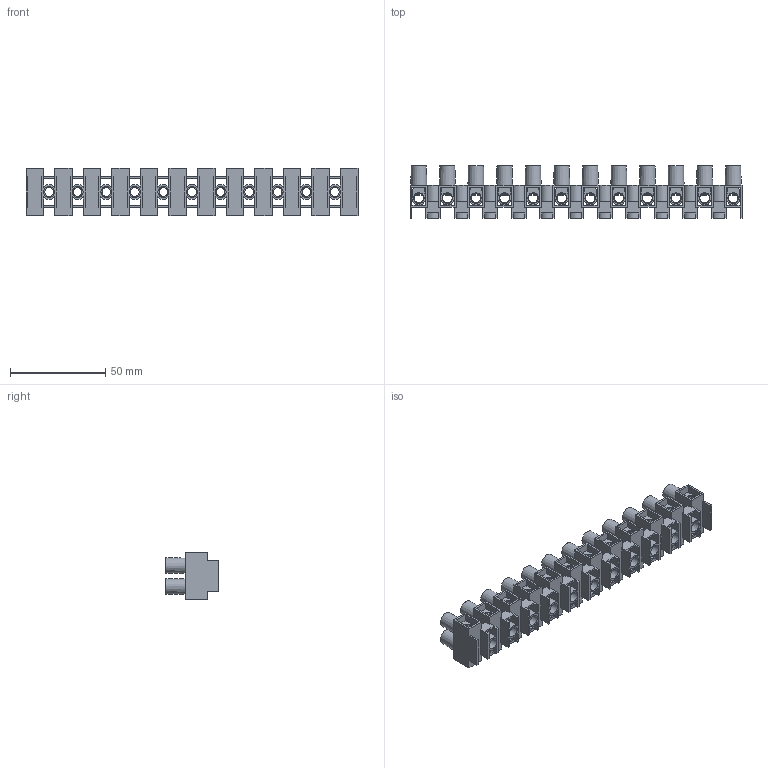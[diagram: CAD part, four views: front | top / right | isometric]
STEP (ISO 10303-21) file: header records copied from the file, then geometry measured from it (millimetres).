
FILE_DESCRIPTION(/* description */ (''),/* implementation_level */ '2;1');
FILE_NAME(/* name */ 'HE10H.stp',/* time_stamp */ '2016-08-17T16:14:43-04:00',/* author */ ('CAD Station'),/* organization */ (''),/* preprocessor_version */ 'ST-DEVELOPER v16.1',/* originating_system */ 'Autodesk Inventor 2016',/* authorisation */ '');
FILE_SCHEMA (('AUTOMOTIVE_DESIGN { 1 0 10303 214 3 1 1 }'));
Length unit declared in the file: millimetre
Products named in the file (4): hus1016h; INL10WPR; M4; HE10H
Assembly tree (37 placements, depth 2):
  HE10H
    hus1016h
    INL10WPR  x12
    M4  x24
Bounding box: 174.2 x 27.6 x 25 mm (x, y, z)
Volume: 31767.6 mm3; surface area: 61798.6 mm2
Topology: 49 solids, 49 shells, 1063 faces, 2690 edges, 1740 vertices
Faces by surface type: plane 659, cylinder 212, cone 120, torus 72
Full cylindrical faces by diameter (mm): 3.24 x24, 4 x24, 4.2 x24, 4.5 x11, 5 x12, 5.8 x11, 6 x24, 6.5 x24
Entity records: 17159 total; most frequent: CARTESIAN_POINT 3111, ORIENTED_EDGE 2790, DIRECTION 2746, EDGE_CURVE 1373, LINE 1130, VECTOR 1130, VERTEX_POINT 947, AXIS2_PLACEMENT_3D 808
